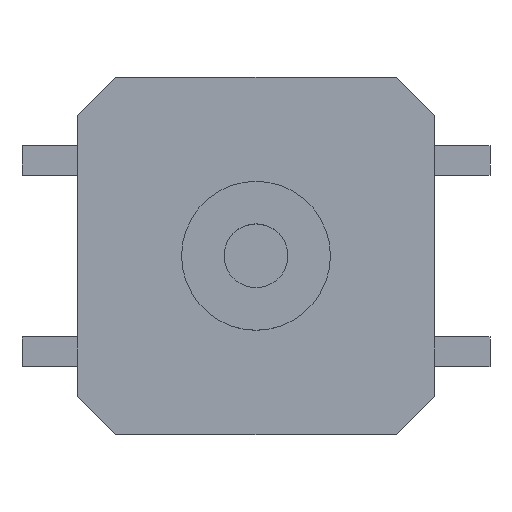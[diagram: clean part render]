
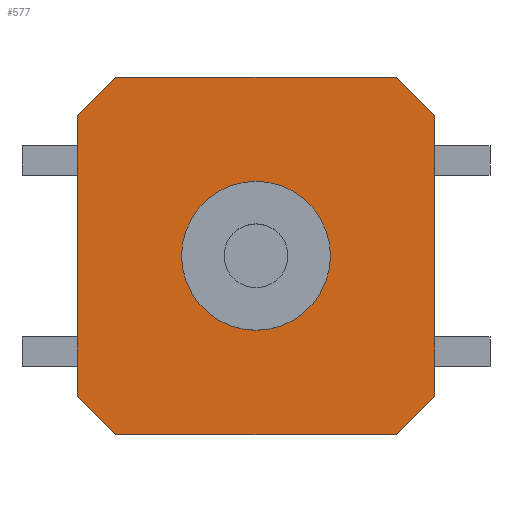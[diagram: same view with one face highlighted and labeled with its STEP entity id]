
A CAD part, top view. The second image highlights one B-rep face of the part: STEP entity #577.
In plain terms, the highlighted planar face has unit normal (0, 0, 1).
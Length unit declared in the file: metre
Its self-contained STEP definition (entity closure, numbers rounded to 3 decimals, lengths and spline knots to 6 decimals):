
#14=CIRCLE('',#802,0.00175);
#66=ORIENTED_EDGE('',*,*,#210,.F.);
#67=ORIENTED_EDGE('',*,*,#179,.F.);
#68=ORIENTED_EDGE('',*,*,#184,.F.);
#69=ORIENTED_EDGE('',*,*,#187,.F.);
#70=ORIENTED_EDGE('',*,*,#190,.F.);
#71=ORIENTED_EDGE('',*,*,#200,.F.);
#72=ORIENTED_EDGE('',*,*,#204,.F.);
#73=ORIENTED_EDGE('',*,*,#207,.F.);
#74=ORIENTED_EDGE('',*,*,#209,.F.);
#179=EDGE_CURVE('',#255,#256,#307,.T.);
#184=EDGE_CURVE('',#259,#255,#312,.T.);
#187=EDGE_CURVE('',#261,#259,#315,.T.);
#190=EDGE_CURVE('',#263,#261,#318,.T.);
#200=EDGE_CURVE('',#273,#263,#328,.T.);
#204=EDGE_CURVE('',#275,#273,#332,.T.);
#207=EDGE_CURVE('',#277,#275,#335,.T.);
#209=EDGE_CURVE('',#256,#277,#337,.T.);
#210=EDGE_CURVE('',#278,#278,#14,.T.);
#255=VERTEX_POINT('',#989);
#256=VERTEX_POINT('',#991);
#259=VERTEX_POINT('',#999);
#261=VERTEX_POINT('',#1005);
#263=VERTEX_POINT('',#1011);
#273=VERTEX_POINT('',#1032);
#275=VERTEX_POINT('',#1039);
#277=VERTEX_POINT('',#1045);
#278=VERTEX_POINT('',#1052);
#307=LINE('',#990,#379);
#312=LINE('',#1000,#384);
#315=LINE('',#1006,#387);
#318=LINE('',#1012,#390);
#328=LINE('',#1033,#400);
#332=LINE('',#1040,#404);
#335=LINE('',#1046,#407);
#337=LINE('',#1049,#409);
#379=VECTOR('',#840,1.);
#384=VECTOR('',#847,1.);
#387=VECTOR('',#852,1.);
#390=VECTOR('',#857,1.);
#400=VECTOR('',#869,1.);
#404=VECTOR('',#875,1.);
#407=VECTOR('',#880,1.);
#409=VECTOR('',#884,1.);
#450=EDGE_LOOP('',(#66));
#451=EDGE_LOOP('',(#67,#68,#69,#70,#71,#72,#73,#74));
#484=FACE_BOUND('',#450,.T.);
#485=FACE_BOUND('',#451,.T.);
#518=PLANE('',#801);
#577=ADVANCED_FACE('',(#484,#485),#518,.T.);
#801=AXIS2_PLACEMENT_3D('',#1050,#885,#886);
#802=AXIS2_PLACEMENT_3D('',#1051,#887,#888);
#840=DIRECTION('',(0.,1.,0.));
#847=DIRECTION('',(-0.707,0.707,0.));
#852=DIRECTION('',(-1.,0.,0.));
#857=DIRECTION('',(-0.707,-0.707,0.));
#869=DIRECTION('',(0.,-1.,0.));
#875=DIRECTION('',(0.707,-0.707,0.));
#880=DIRECTION('',(1.,0.,0.));
#884=DIRECTION('',(0.707,0.707,0.));
#885=DIRECTION('',(0.,0.,1.));
#886=DIRECTION('',(1.,0.,0.));
#887=DIRECTION('',(0.,0.,1.));
#888=DIRECTION('',(1.,0.,0.));
#989=CARTESIAN_POINT('',(-0.0042,-0.003295,0.00357));
#990=CARTESIAN_POINT('',(-0.0042,0.00225,0.00357));
#991=CARTESIAN_POINT('',(-0.0042,0.003295,0.00357));
#999=CARTESIAN_POINT('',(-0.003295,-0.0042,0.00357));
#1000=CARTESIAN_POINT('',(-0.003748,-0.003748,0.00357));
#1005=CARTESIAN_POINT('',(0.003295,-0.0042,0.00357));
#1006=CARTESIAN_POINT('',(0.,-0.0042,0.00357));
#1011=CARTESIAN_POINT('',(0.0042,-0.003295,0.00357));
#1012=CARTESIAN_POINT('',(0.003748,-0.003748,0.00357));
#1032=CARTESIAN_POINT('',(0.0042,0.003295,0.00357));
#1033=CARTESIAN_POINT('',(0.0042,-0.002948,0.00357));
#1039=CARTESIAN_POINT('',(0.003295,0.0042,0.00357));
#1040=CARTESIAN_POINT('',(0.003748,0.003748,0.00357));
#1045=CARTESIAN_POINT('',(-0.003295,0.0042,0.00357));
#1046=CARTESIAN_POINT('',(0.,0.0042,0.00357));
#1049=CARTESIAN_POINT('',(-0.003748,0.003748,0.00357));
#1050=CARTESIAN_POINT('',(0.,0.,0.00357));
#1051=CARTESIAN_POINT('',(0.,0.,0.00357));
#1052=CARTESIAN_POINT('',(0.00175,0.,0.00357));
